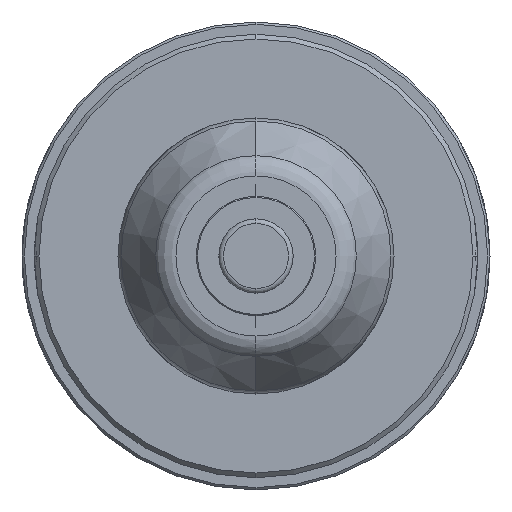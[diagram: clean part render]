
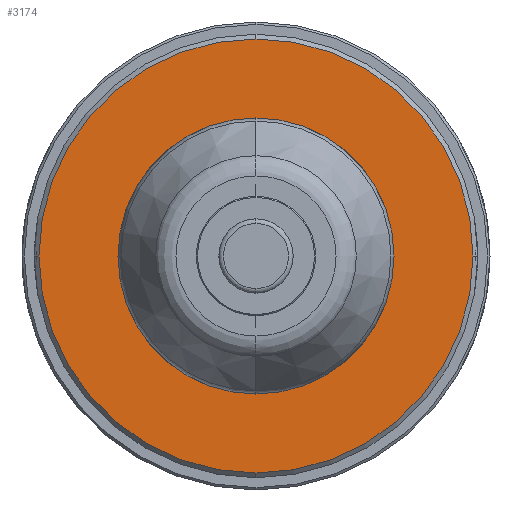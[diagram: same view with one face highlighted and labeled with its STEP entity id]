
A CAD part, left-side view. The second image highlights one B-rep face of the part: STEP entity #3174.
In plain terms, the highlighted planar face has unit normal (-1, 0, 0).
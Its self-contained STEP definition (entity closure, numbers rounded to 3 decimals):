
#87 = VERTEX_POINT ( 'NONE', #2506 ) ;
#286 = DIRECTION ( 'NONE',  ( -1., 0., 0. ) ) ;
#412 = EDGE_LOOP ( 'NONE', ( #2190, #1413 ) ) ;
#577 = ORIENTED_EDGE ( 'NONE', *, *, #1335, .T. ) ;
#604 = CARTESIAN_POINT ( 'NONE',  ( -3.7, 0., 0. ) ) ;
#748 = FACE_BOUND ( 'NONE', #412, .T. ) ;
#852 = EDGE_CURVE ( 'NONE', #3013, #3620, #910, .T. ) ;
#910 = CIRCLE ( 'NONE', #2603, 4.8 ) ;
#957 = CARTESIAN_POINT ( 'NONE',  ( -3.7, 0., -4.8 ) ) ;
#1066 = DIRECTION ( 'NONE',  ( 0., 0., -1. ) ) ;
#1079 = CARTESIAN_POINT ( 'NONE',  ( -3.7, 9.475, 0. ) ) ;
#1112 = DIRECTION ( 'NONE',  ( 0., 0., -1. ) ) ;
#1227 = AXIS2_PLACEMENT_3D ( 'NONE', #3558, #286, #3092 ) ;
#1335 = EDGE_CURVE ( 'NONE', #87, #3373, #2407, .T. ) ;
#1413 = ORIENTED_EDGE ( 'NONE', *, *, #852, .T. ) ;
#1590 = PLANE ( 'NONE',  #4946 ) ;
#1665 = EDGE_CURVE ( 'NONE', #3373, #87, #2020, .T. ) ;
#1709 = DIRECTION ( 'NONE',  ( 0., 0., -1. ) ) ;
#2020 = CIRCLE ( 'NONE', #1227, 9.275 ) ;
#2078 = DIRECTION ( 'NONE',  ( 0., 0., -1. ) ) ;
#2190 = ORIENTED_EDGE ( 'NONE', *, *, #4735, .T. ) ;
#2191 = CARTESIAN_POINT ( 'NONE',  ( -3.7, 0., 0. ) ) ;
#2407 = CIRCLE ( 'NONE', #2990, 9.275 ) ;
#2506 = CARTESIAN_POINT ( 'NONE',  ( -3.7, 0., 9.275 ) ) ;
#2603 = AXIS2_PLACEMENT_3D ( 'NONE', #3490, #4442, #2078 ) ;
#2990 = AXIS2_PLACEMENT_3D ( 'NONE', #2191, #4985, #1709 ) ;
#3013 = VERTEX_POINT ( 'NONE', #957 ) ;
#3092 = DIRECTION ( 'NONE',  ( 0., 0., -1. ) ) ;
#3174 = ADVANCED_FACE ( 'NONE', ( #748, #4842 ), #1590, .F. ) ;
#3373 = VERTEX_POINT ( 'NONE', #3451 ) ;
#3395 = CIRCLE ( 'NONE', #5526, 4.8 ) ;
#3451 = CARTESIAN_POINT ( 'NONE',  ( -3.7, 0., -9.275 ) ) ;
#3490 = CARTESIAN_POINT ( 'NONE',  ( -3.7, 0., 0. ) ) ;
#3558 = CARTESIAN_POINT ( 'NONE',  ( -3.7, 0., 0. ) ) ;
#3620 = VERTEX_POINT ( 'NONE', #5808 ) ;
#3753 = EDGE_LOOP ( 'NONE', ( #4459, #577 ) ) ;
#3883 = DIRECTION ( 'NONE',  ( 1., 0., 0. ) ) ;
#4414 = DIRECTION ( 'NONE',  ( 1., 0., 0. ) ) ;
#4442 = DIRECTION ( 'NONE',  ( 1., 0., 0. ) ) ;
#4459 = ORIENTED_EDGE ( 'NONE', *, *, #1665, .T. ) ;
#4735 = EDGE_CURVE ( 'NONE', #3620, #3013, #3395, .T. ) ;
#4842 = FACE_OUTER_BOUND ( 'NONE', #3753, .T. ) ;
#4946 = AXIS2_PLACEMENT_3D ( 'NONE', #1079, #4414, #1112 ) ;
#4985 = DIRECTION ( 'NONE',  ( -1., 0., 0. ) ) ;
#5526 = AXIS2_PLACEMENT_3D ( 'NONE', #604, #3883, #1066 ) ;
#5808 = CARTESIAN_POINT ( 'NONE',  ( -3.7, 0., 4.8 ) ) ;
